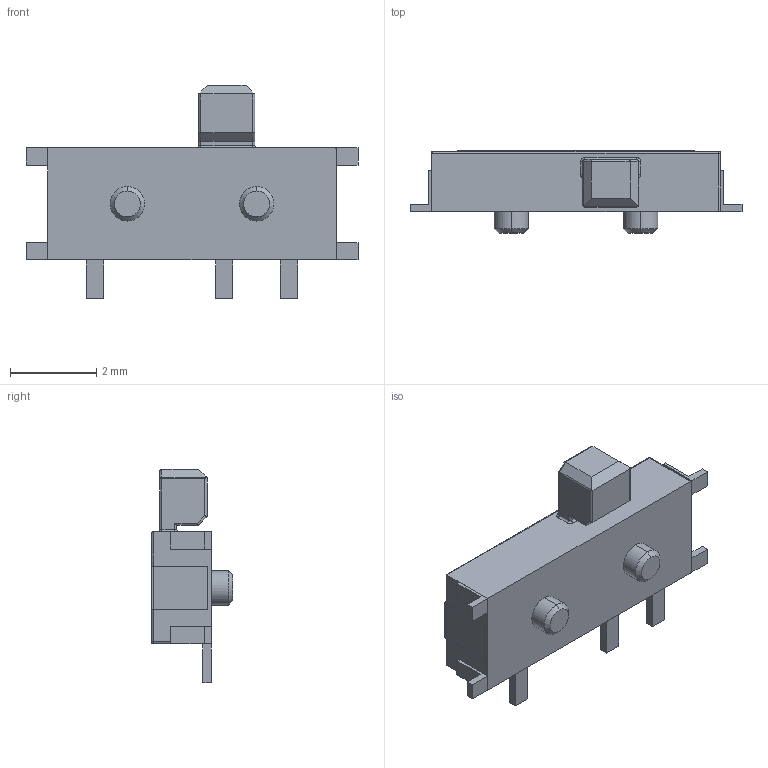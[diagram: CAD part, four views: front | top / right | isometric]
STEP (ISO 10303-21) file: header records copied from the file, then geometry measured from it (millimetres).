
FILE_DESCRIPTION (( 'STEP AP214' ), '1' );
FILE_NAME ('MA 12R Series Microminiature Memory Card Slide Switches.STEP', '2022-05-19T09:20:24', ( '' ), ( '' ), 'SwSTEP 2.0', 'SolidWorks 2020', '' );
FILE_SCHEMA (( 'AUTOMOTIVE_DESIGN' ));
Length unit declared in the file: millimetre
Products named in the file (1): MA 12R Series Microminiature Memory Card Slide Switches
Bounding box: 7.7 x 1.9 x 4.95 mm (x, y, z)
Volume: 27.1 mm3; surface area: 113.8 mm2
Topology: 9 solids, 9 shells, 132 faces, 300 edges, 184 vertices
Faces by surface type: plane 87, cylinder 32, sphere 5, cone 4, torus 4
Entity records: 4791 total; most frequent: CARTESIAN_POINT 651, DIRECTION 598, ORIENTED_EDGE 590, EDGE_CURVE 295, VECTOR 232, LINE 232, VERTEX_POINT 184, AXIS2_PLACEMENT_3D 183
